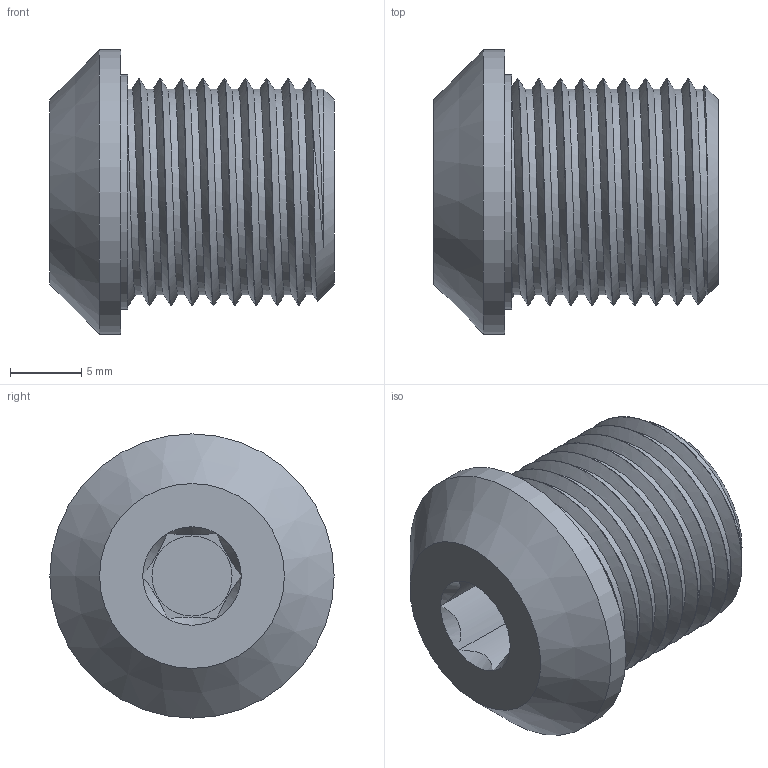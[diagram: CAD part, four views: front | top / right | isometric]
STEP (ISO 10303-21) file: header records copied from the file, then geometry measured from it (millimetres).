
FILE_DESCRIPTION(/* description */ ('VSS-Innensechskant M 16x1,5'),/* implementation_level */ '2;1');
FILE_NAME(/* name */ 'CQA1100YXN-RST.stp',/* time_stamp */ '2021-03-30T10:34:07+02:00',/* author */ ('sl'),/* organization */ (''),/* preprocessor_version */ 'ST-DEVELOPER v16.5',/* originating_system */ 'Autodesk Inventor 2017',/* authorisation */ '');
FILE_SCHEMA (('AUTOMOTIVE_DESIGN { 1 0 10303 214 3 1 1 }'));
Length unit declared in the file: millimetre
Products named in the file (1): CQA1100YXN
Bounding box: 20.03 x 20 x 20 mm (x, y, z)
Volume: 3432.1 mm3; surface area: 2142.7 mm2
Topology: 1 solids, 1 shells, 27 faces, 62 edges, 41 vertices
Faces by surface type: cylinder 11, cone 8, plane 6, bspline 2
Full cylindrical faces by diameter (mm): 5.64 x1, 16.5 x1, 20 x1
Entity records: 2552 total; most frequent: CARTESIAN_POINT 1930, DIRECTION 130, ORIENTED_EDGE 112, AXIS2_PLACEMENT_3D 62, EDGE_CURVE 56, VERTEX_POINT 40, EDGE_LOOP 36, CIRCLE 36
